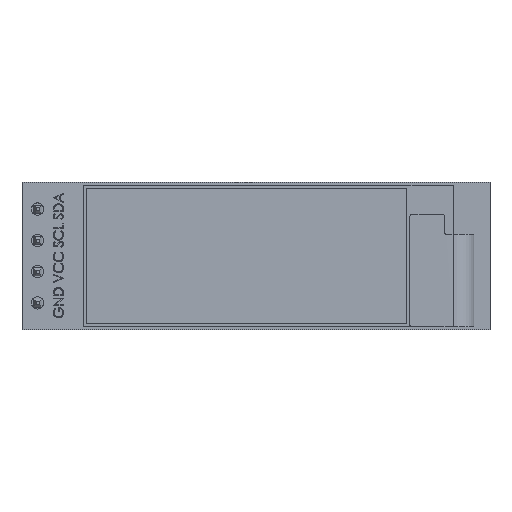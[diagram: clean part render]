
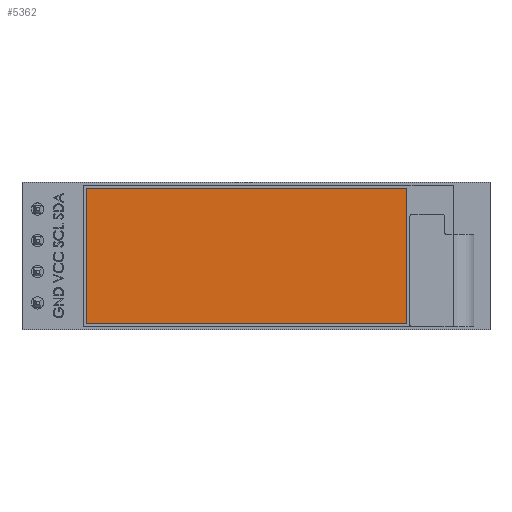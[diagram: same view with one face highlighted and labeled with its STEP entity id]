
A CAD part, top view. The second image highlights one B-rep face of the part: STEP entity #5362.
In plain terms, the highlighted planar face has unit normal (0, 0, 1).
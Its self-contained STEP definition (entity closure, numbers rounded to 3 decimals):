
#460=FACE_OUTER_BOUND('',#793,.T.);
#793=EDGE_LOOP('',(#4223,#4224,#4225,#4226));
#1329=LINE('',#8874,#1922);
#1332=LINE('',#8879,#1925);
#1334=LINE('',#8883,#1927);
#1335=LINE('',#8885,#1928);
#1922=VECTOR('',#6456,11.);
#1925=VECTOR('',#6461,26.);
#1927=VECTOR('',#6465,11.);
#1928=VECTOR('',#6468,26.);
#2480=VERTEX_POINT('',#8871);
#2481=VERTEX_POINT('',#8873);
#2482=VERTEX_POINT('',#8877);
#2483=VERTEX_POINT('',#8881);
#3106=EDGE_CURVE('',#2481,#2480,#1329,.T.);
#3109=EDGE_CURVE('',#2480,#2482,#1332,.T.);
#3111=EDGE_CURVE('',#2482,#2483,#1334,.T.);
#3112=EDGE_CURVE('',#2483,#2481,#1335,.T.);
#4223=ORIENTED_EDGE('',*,*,#3106,.T.);
#4224=ORIENTED_EDGE('',*,*,#3109,.T.);
#4225=ORIENTED_EDGE('',*,*,#3111,.T.);
#4226=ORIENTED_EDGE('',*,*,#3112,.T.);
#5091=PLANE('',#5693);
#5362=ADVANCED_FACE('',(#460),#5091,.T.);
#5693=AXIS2_PLACEMENT_3D('',#8886,#6469,#6470);
#6456=DIRECTION('',(0.,1.,0.));
#6461=DIRECTION('',(-1.,0.,0.));
#6465=DIRECTION('',(0.,-1.,0.));
#6468=DIRECTION('',(1.,0.,0.));
#6469=DIRECTION('center_axis',(0.,0.,1.));
#6470=DIRECTION('ref_axis',(1.,0.,0.));
#8871=CARTESIAN_POINT('',(12.25,5.5,2.9));
#8873=CARTESIAN_POINT('',(12.25,-5.5,2.9));
#8874=CARTESIAN_POINT('',(12.25,-5.5,2.9));
#8877=CARTESIAN_POINT('',(-13.75,5.5,2.9));
#8879=CARTESIAN_POINT('',(12.25,5.5,2.9));
#8881=CARTESIAN_POINT('',(-13.75,-5.5,2.9));
#8883=CARTESIAN_POINT('',(-13.75,5.5,2.9));
#8885=CARTESIAN_POINT('',(-13.75,-5.5,2.9));
#8886=CARTESIAN_POINT('Origin',(0.,0.,2.9));
